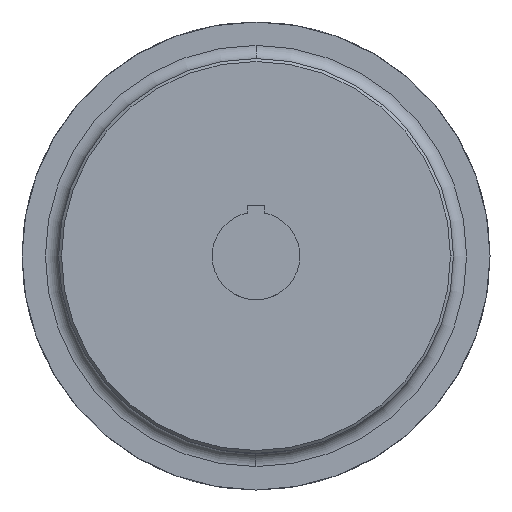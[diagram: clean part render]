
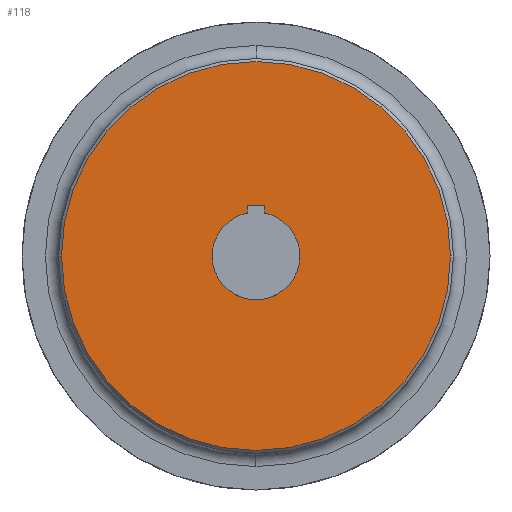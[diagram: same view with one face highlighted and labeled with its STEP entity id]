
A CAD part, left-side view. The second image highlights one B-rep face of the part: STEP entity #118.
In plain terms, the highlighted planar face has unit normal (-1, 0, 0).
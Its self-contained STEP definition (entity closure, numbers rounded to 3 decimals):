
#118=ADVANCED_FACE('',(#227,#228),#229,.T.);
#227=FACE_BOUND('',#382,.T.);
#228=FACE_OUTER_BOUND('',#383,.T.);
#229=PLANE('',#384);
#382=EDGE_LOOP('',(#757,#758,#759,#760,#761));
#383=EDGE_LOOP('',(#762,#763));
#384=AXIS2_PLACEMENT_3D('',#764,#765,#766);
#757=ORIENTED_EDGE('',*,*,#1200,.T.);
#758=ORIENTED_EDGE('',*,*,#1203,.T.);
#759=ORIENTED_EDGE('',*,*,#1184,.T.);
#760=ORIENTED_EDGE('',*,*,#1194,.T.);
#761=ORIENTED_EDGE('',*,*,#1197,.T.);
#762=ORIENTED_EDGE('',*,*,#1175,.F.);
#763=ORIENTED_EDGE('',*,*,#1207,.F.);
#764=CARTESIAN_POINT('',(-105.0,33.25,0.0));
#765=DIRECTION('',(-1.0,0.0,0.0));
#766=DIRECTION('',(0.0,-1.0,0.0));
#1175=EDGE_CURVE('',#1439,#1442,#1443,.T.);
#1184=EDGE_CURVE('',#1458,#1456,#1459,.T.);
#1194=EDGE_CURVE('',#1456,#1474,#1475,.T.);
#1197=EDGE_CURVE('',#1474,#1479,#1480,.T.);
#1200=EDGE_CURVE('',#1479,#1484,#1485,.T.);
#1203=EDGE_CURVE('',#1484,#1458,#1489,.T.);
#1207=EDGE_CURVE('',#1442,#1439,#1493,.T.);
#1439=VERTEX_POINT('',#2215);
#1442=VERTEX_POINT('',#2219);
#1443=CIRCLE('',#2220,66.5);
#1456=VERTEX_POINT('',#2237);
#1458=VERTEX_POINT('',#2240);
#1459=CIRCLE('',#2241,15.0);
#1474=VERTEX_POINT('',#2393);
#1475=LINE('',#2394,#2395);
#1479=VERTEX_POINT('',#2401);
#1480=LINE('',#2402,#2403);
#1484=VERTEX_POINT('',#2409);
#1485=LINE('',#2410,#2411);
#1489=CIRCLE('',#2417,15.0);
#1493=CIRCLE('',#2421,66.5);
#2215=CARTESIAN_POINT('',(-105.0,66.5,0.0));
#2219=CARTESIAN_POINT('',(-105.0,-66.5,0.));
#2220=AXIS2_PLACEMENT_3D('',#3111,#3112,#3113);
#2237=CARTESIAN_POINT('',(-105.0,3.0,14.697));
#2240=CARTESIAN_POINT('',(-105.0,0.,-15.0));
#2241=AXIS2_PLACEMENT_3D('',#3128,#3129,#3130);
#2393=CARTESIAN_POINT('',(-105.0,3.0,17.1));
#2394=CARTESIAN_POINT('',(-105.0,3.0,4.275));
#2395=VECTOR('',#3134,1.0);
#2401=CARTESIAN_POINT('',(-105.0,-3.0,17.1));
#2402=CARTESIAN_POINT('',(-105.0,16.625,17.1));
#2403=VECTOR('',#3137,1.0);
#2409=CARTESIAN_POINT('',(-105.0,-3.0,14.697));
#2410=CARTESIAN_POINT('',(-105.0,-3.0,4.275));
#2411=VECTOR('',#3140,1.0);
#2417=AXIS2_PLACEMENT_3D('',#3143,#3144,#3145);
#2421=AXIS2_PLACEMENT_3D('',#3155,#3156,#3157);
#3111=CARTESIAN_POINT('',(-105.0,0.0,0.0));
#3112=DIRECTION('',(1.0,0.0,0.0));
#3113=DIRECTION('',(0.0,1.0,0.0));
#3128=CARTESIAN_POINT('',(-105.0,0.0,0.0));
#3129=DIRECTION('',(1.0,0.0,0.0));
#3130=DIRECTION('',(0.0,0.0,-1.0));
#3134=DIRECTION('',(0.0,-0.0,1.0));
#3137=DIRECTION('',(0.0,-1.0,0.0));
#3140=DIRECTION('',(0.0,0.0,-1.0));
#3143=CARTESIAN_POINT('',(-105.0,0.0,0.0));
#3144=DIRECTION('',(1.0,0.0,0.0));
#3145=DIRECTION('',(0.0,0.0,-1.0));
#3155=CARTESIAN_POINT('',(-105.0,0.0,0.0));
#3156=DIRECTION('',(1.0,0.0,0.0));
#3157=DIRECTION('',(0.0,1.0,0.0));
